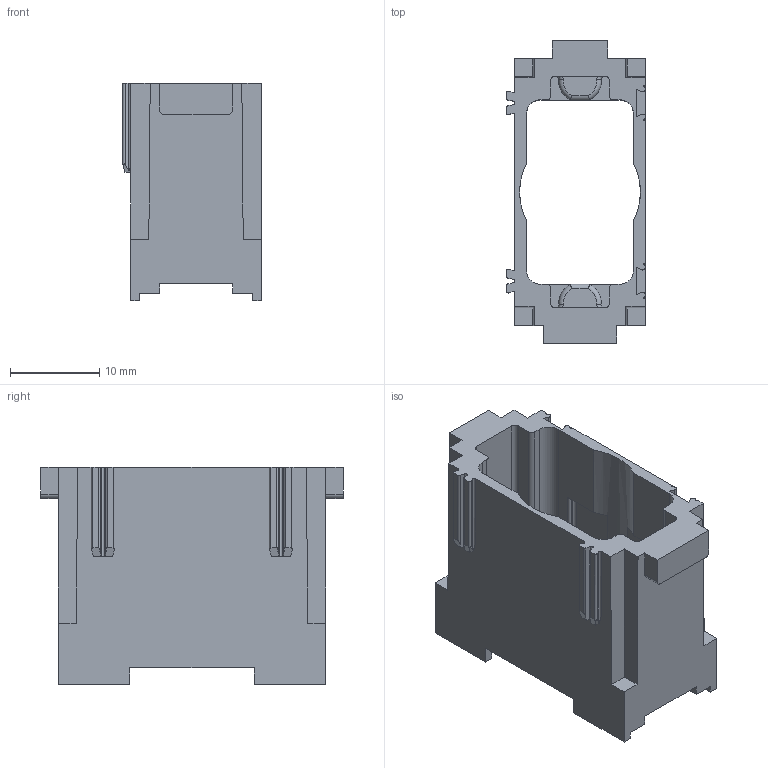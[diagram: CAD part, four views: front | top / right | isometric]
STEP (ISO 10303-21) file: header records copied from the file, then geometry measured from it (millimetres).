
FILE_DESCRIPTION(('Creo Elements/Direct Modeling STEP Export'),'2;1');
FILE_NAME('0ln7uvk43lmoi8b3364','2016-07-11T13:34:18',(''),(''),'PTC Creo Elements/Direct Modeling STEP processor for AP214 (Solid Model)','PTC Creo Elements/Direct Modeling 19.0B 21-Mar-2015 (C) Parametric Technology GmbH','');
FILE_SCHEMA(('AUTOMOTIVE_DESIGN { 1 0 10303 214 1 1 1 1 }'));
Length unit declared in the file: millimetre
Products named in the file (2): CX_01_VF
Assembly tree (1 placements, depth 2):
  CX_01_VF
    CX_01_VF
Bounding box: 15.6 x 34 x 24.4 mm (x, y, z)
Volume: 3331.6 mm3; surface area: 4548.2 mm2
Topology: 1 solids, 1 shells, 203 faces, 594 edges, 394 vertices
Faces by surface type: plane 121, cylinder 66, torus 16
Entity records: 6639 total; most frequent: CARTESIAN_POINT 1235, ORIENTED_EDGE 1188, DIRECTION 1080, EDGE_CURVE 594, VECTOR 394, LINE 394, VERTEX_POINT 394, AXIS2_PLACEMENT_3D 343
